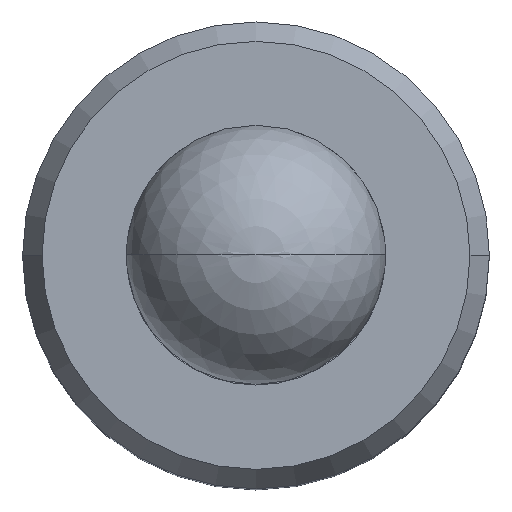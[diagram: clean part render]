
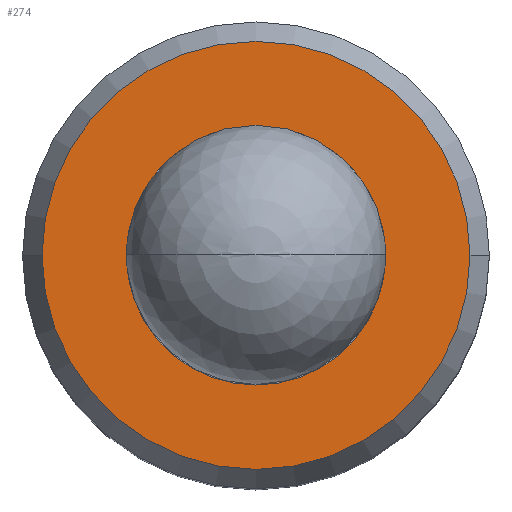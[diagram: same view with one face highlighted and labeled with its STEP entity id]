
A CAD part, top view. The second image highlights one B-rep face of the part: STEP entity #274.
In plain terms, the highlighted planar face has unit normal (0, 0, 1).
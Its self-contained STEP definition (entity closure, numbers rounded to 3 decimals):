
#158=VERTEX_POINT('',#375);
#170=VERTEX_POINT('',#388);
#172=VERTEX_POINT('',#390);
#182=EDGE_CURVE('',#284,#172,#401,.T.);
#238=EDGE_CURVE('',#158,#170,#463,.T.);
#258=EDGE_CURVE('',#172,#284,#483,.T.);
#274=ADVANCED_FACE('',(#502,#503),#504,.T.);
#284=VERTEX_POINT('',#515);
#294=EDGE_CURVE('',#170,#158,#527,.T.);
#375=CARTESIAN_POINT('',(-8.25,0.,0.));
#388=CARTESIAN_POINT('',(8.25,0.,0.));
#390=CARTESIAN_POINT('',(-5.0,0.,0.));
#401=CIRCLE('',#649,5.0);
#463=CIRCLE('',#727,8.25);
#483=CIRCLE('',#758,5.0);
#502=FACE_OUTER_BOUND('',#778,.T.);
#503=FACE_BOUND('',#779,.T.);
#504=PLANE('',#780);
#515=CARTESIAN_POINT('',(5.0,0.,0.));
#527=CIRCLE('',#809,8.25);
#649=AXIS2_PLACEMENT_3D('',#926,#927,#928);
#727=AXIS2_PLACEMENT_3D('',#998,#999,#1000);
#758=AXIS2_PLACEMENT_3D('',#1010,#1011,#1012);
#778=EDGE_LOOP('',(#1041,#1042));
#779=EDGE_LOOP('',(#1043,#1044));
#780=AXIS2_PLACEMENT_3D('',#1045,#1046,#1047);
#809=AXIS2_PLACEMENT_3D('',#1077,#1078,#1079);
#926=CARTESIAN_POINT('',(0.,0.,0.));
#927=DIRECTION('',(0.0,0.0,1.0));
#928=DIRECTION('',(-1.0,0.,0.0));
#998=CARTESIAN_POINT('',(0.,0.,0.));
#999=DIRECTION('',(0.0,0.0,1.0));
#1000=DIRECTION('',(-1.0,0.,0.0));
#1010=CARTESIAN_POINT('',(0.,0.,0.));
#1011=DIRECTION('',(0.0,0.0,1.0));
#1012=DIRECTION('',(-1.0,0.,0.0));
#1041=ORIENTED_EDGE('',*,*,#238,.T.);
#1042=ORIENTED_EDGE('',*,*,#294,.T.);
#1043=ORIENTED_EDGE('',*,*,#258,.F.);
#1044=ORIENTED_EDGE('',*,*,#182,.F.);
#1045=CARTESIAN_POINT('',(-6.625,0.,0.));
#1046=DIRECTION('',(0.0,0.0,1.0));
#1047=DIRECTION('',(-1.0,0.,0.0));
#1077=CARTESIAN_POINT('',(0.,0.,0.));
#1078=DIRECTION('',(0.0,0.0,1.0));
#1079=DIRECTION('',(-1.0,0.,0.0));
